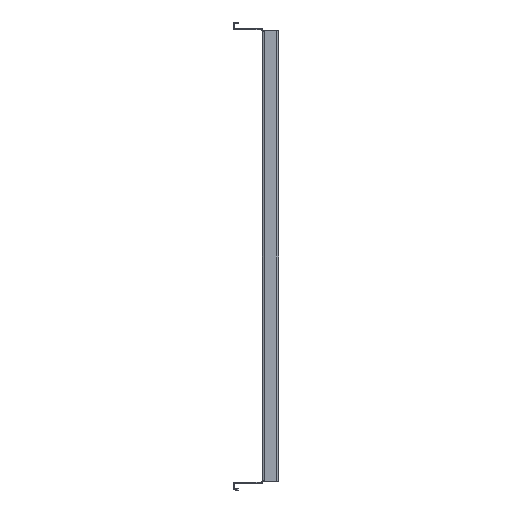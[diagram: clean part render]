
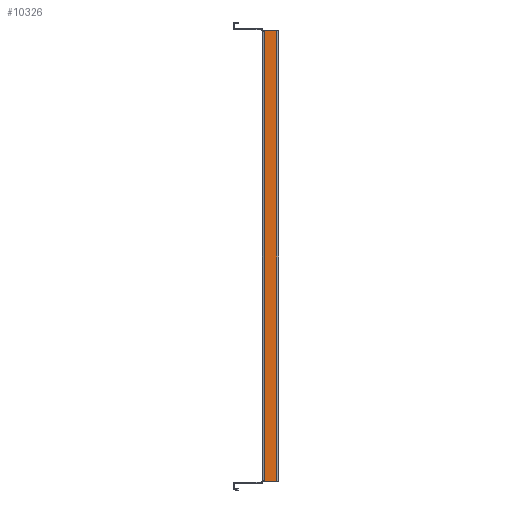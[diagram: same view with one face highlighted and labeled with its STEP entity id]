
A CAD part, left-side view. The second image highlights one B-rep face of the part: STEP entity #10326.
In plain terms, the highlighted planar face has unit normal (-1, 0, 0).
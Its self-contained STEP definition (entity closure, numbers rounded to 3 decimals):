
#2319 = VERTEX_POINT ( 'NONE', #4373 ) ;
#4028 = CARTESIAN_POINT ( 'NONE',  ( -430., -4., 443. ) ) ;
#4064 = PLANE ( 'NONE',  #13955 ) ;
#4068 = ORIENTED_EDGE ( 'NONE', *, *, #11991, .T. ) ;
#4113 = VERTEX_POINT ( 'NONE', #14228 ) ;
#4373 = CARTESIAN_POINT ( 'NONE',  ( -430., -29., -443. ) ) ;
#4588 = VERTEX_POINT ( 'NONE', #18962 ) ;
#8113 = CARTESIAN_POINT ( 'NONE',  ( -430., -4., 0. ) ) ;
#8283 = DIRECTION ( 'NONE',  ( 0., 0., -1. ) ) ;
#9370 = VECTOR ( 'NONE', #33956, 1000. ) ;
#10326 = ADVANCED_FACE ( 'NONE', ( #22833 ), #4064, .T. ) ;
#10405 = EDGE_CURVE ( 'NONE', #4113, #2319, #16069, .T. ) ;
#11349 = EDGE_CURVE ( 'NONE', #2319, #4588, #19881, .T. ) ;
#11857 = EDGE_CURVE ( 'NONE', #4588, #30685, #13051, .T. ) ;
#11991 = EDGE_CURVE ( 'NONE', #30685, #4113, #32887, .T. ) ;
#12195 = DIRECTION ( 'NONE',  ( 0., -1., 0. ) ) ;
#13051 = LINE ( 'NONE', #23843, #9370 ) ;
#13955 = AXIS2_PLACEMENT_3D ( 'NONE', #14854, #25670, #12195 ) ;
#14228 = CARTESIAN_POINT ( 'NONE',  ( -430., -4., -443. ) ) ;
#14854 = CARTESIAN_POINT ( 'NONE',  ( -430., 0., 0. ) ) ;
#16069 = LINE ( 'NONE', #26699, #28683 ) ;
#17544 = EDGE_LOOP ( 'NONE', ( #29606, #27501, #34753, #4068 ) ) ;
#17725 = CARTESIAN_POINT ( 'NONE',  ( -430., -29., -443. ) ) ;
#18962 = CARTESIAN_POINT ( 'NONE',  ( -430., -29., 443. ) ) ;
#19881 = LINE ( 'NONE', #17725, #27594 ) ;
#20712 = DIRECTION ( 'NONE',  ( 0., -1., 0. ) ) ;
#22833 = FACE_OUTER_BOUND ( 'NONE', #17544, .T. ) ;
#23843 = CARTESIAN_POINT ( 'NONE',  ( -430., 0., 443. ) ) ;
#25670 = DIRECTION ( 'NONE',  ( -1., 0., 0. ) ) ;
#26699 = CARTESIAN_POINT ( 'NONE',  ( -430., 0., -443. ) ) ;
#27501 = ORIENTED_EDGE ( 'NONE', *, *, #11349, .T. ) ;
#27594 = VECTOR ( 'NONE', #30674, 1000. ) ;
#28683 = VECTOR ( 'NONE', #20712, 1000. ) ;
#29606 = ORIENTED_EDGE ( 'NONE', *, *, #10405, .T. ) ;
#30674 = DIRECTION ( 'NONE',  ( 0., 0., 1. ) ) ;
#30685 = VERTEX_POINT ( 'NONE', #4028 ) ;
#31254 = VECTOR ( 'NONE', #8283, 1000. ) ;
#32887 = LINE ( 'NONE', #8113, #31254 ) ;
#33956 = DIRECTION ( 'NONE',  ( 0., 1., 0. ) ) ;
#34753 = ORIENTED_EDGE ( 'NONE', *, *, #11857, .T. ) ;
